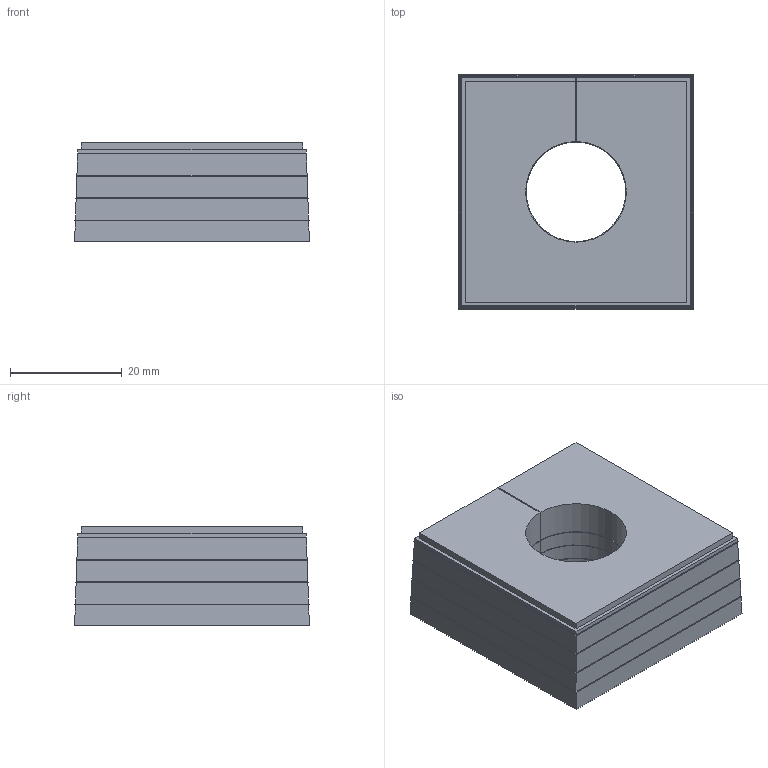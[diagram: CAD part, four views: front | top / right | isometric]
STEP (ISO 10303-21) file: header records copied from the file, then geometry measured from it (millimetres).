
FILE_DESCRIPTION(/* description */ (''),/* implementation_level */ '2;1');
FILE_NAME(/* name */ '28538_4_KDS-DEG_17-18.stp',/* time_stamp */ '2023-10-17T09:59:05+02:00',/* author */ (''),/* organization */ (''),/* preprocessor_version */ 'ST-DEVELOPER v19.3',/* originating_system */ 'SIEMENS PLM Software NX2212.1700',/* authorisation */ '');
FILE_SCHEMA (('AUTOMOTIVE_DESIGN { 1 0 10303 214 3 1 1 1 }'));
Length unit declared in the file: millimetre
Products named in the file (1): 28538_4_KDS-DEG_17-18
Bounding box: 42 x 42 x 17.7 mm (x, y, z)
Volume: 25641.5 mm3; surface area: 7392.6 mm2
Topology: 1 solids, 1 shells, 113 faces, 293 edges, 190 vertices
Faces by surface type: plane 90, extrusion 13, cylinder 6, cone 4
Full cylindrical faces by diameter (mm): 8 x1
Entity records: 3709 total; most frequent: CARTESIAN_POINT 1055, ORIENTED_EDGE 584, DIRECTION 451, EDGE_CURVE 292, VECTOR 217, LINE 204, VERTEX_POINT 190, EDGE_LOOP 122
